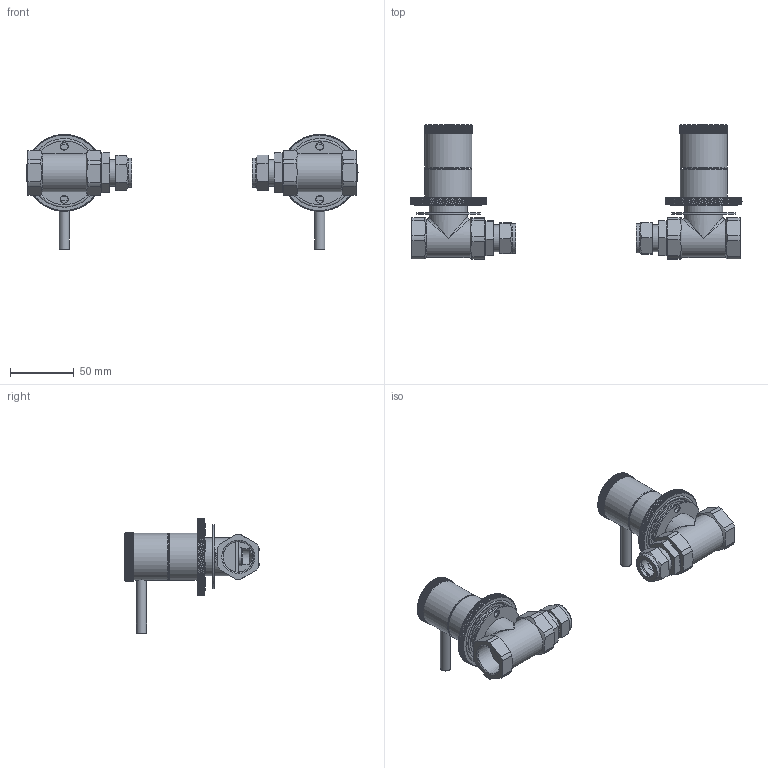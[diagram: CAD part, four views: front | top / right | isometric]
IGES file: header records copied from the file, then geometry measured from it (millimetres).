
Global section: file name: AGM76.A006 - PRI355 - Wall Stop Taps; native system: Autodesk Inventor 2016; preprocessor: unknown; author: Utilizador; date: 20190508.151519; units: millimetre
Bounding box: 260 x 105.1 x 90 mm (x, y, z)
Volume: 184113.2 mm3; surface area: 139080.6 mm2
Topology: 38 solids, 38 shells, 11785 faces, 26003 edges, 14330 vertices
Faces by surface type: bspline 8814, cylinder 2150, plane 532, revolution 233, cone 56
Full cylindrical faces by diameter (mm): 5 x2, 6 x2, 7 x4, 8 x2, 8.8 x2, 12.5 x2, 13 x2, 14 x2, 16 x2, 17.3 x2, 19.8 x1, 20.955 x2, 21.2 x2, 21.69 x1, 22 x6, 23 x2, 23.8 x2, 24 x2, 26 x2, 26.441 x4, 26.8 x2, 28 x4, 29 x2, 30 x8, 37 x4, 47.8 x2, 50 x2
